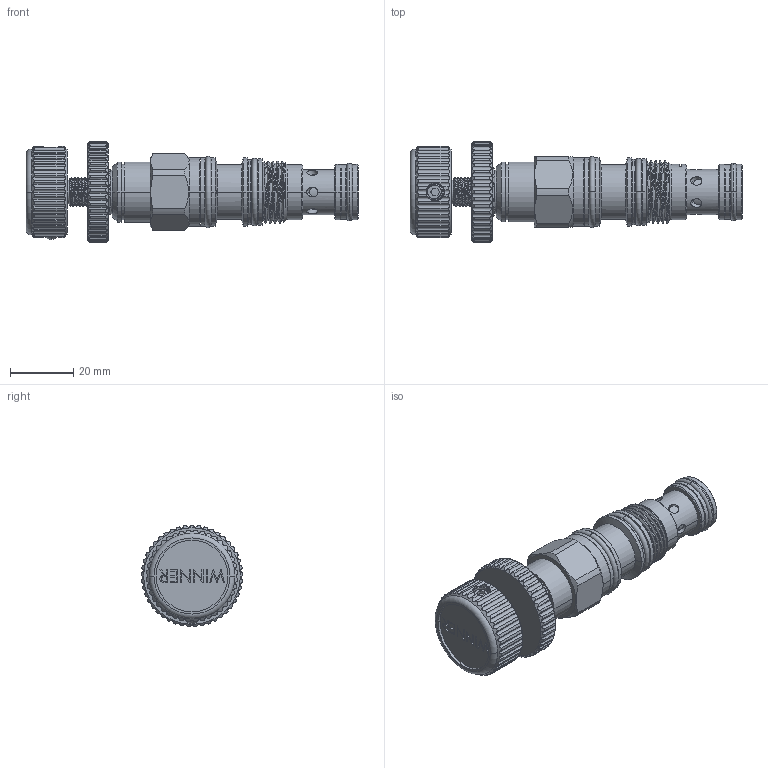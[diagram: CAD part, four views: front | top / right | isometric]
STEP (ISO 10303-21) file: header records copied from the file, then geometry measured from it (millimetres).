
FILE_DESCRIPTION (( 'STEP AP203' ), '1' );
FILE_NAME ('CO11A30(3C)(3D)-K.STEP', '2021-06-25T03:32:21', ( '' ), ( '' ), 'SwSTEP 2.0', 'SolidWorks 2018', '' );
FILE_SCHEMA (( 'CONFIG_CONTROL_DESIGN' ));
Length unit declared in the file: millimetre
Products named in the file (1): CO11A30(3C)(3D)-K
Bounding box: 105.19 x 32.2 x 32.18 mm (x, y, z)
Volume: 35752.4 mm3; surface area: 12785 mm2
Topology: 2 solids, 2 shells, 547 faces, 1459 edges, 953 vertices
Faces by surface type: cylinder 347, plane 117, cone 42, torus 24, bspline 15, sphere 2
Entity records: 28607 total; most frequent: CARTESIAN_POINT 15447, ORIENTED_EDGE 2918, DIRECTION 2528, EDGE_CURVE 1459, AXIS2_PLACEMENT_3D 966, VERTEX_POINT 953, VECTOR 596, LINE 596
